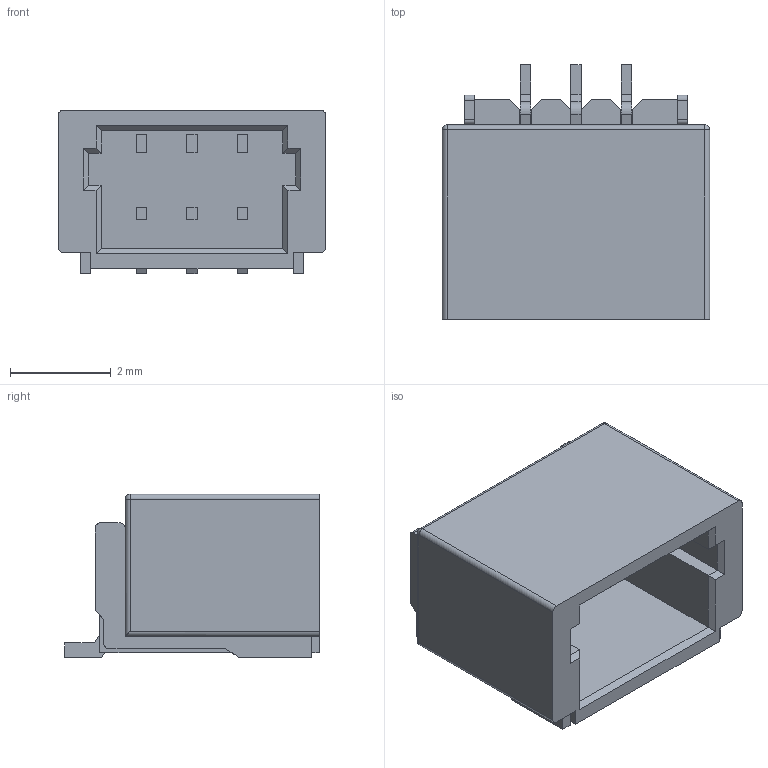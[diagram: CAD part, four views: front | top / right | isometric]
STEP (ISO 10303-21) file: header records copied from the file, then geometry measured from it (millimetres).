
FILE_DESCRIPTION (( 'STEP AP214' ), '1' );
FILE_NAME ('CONN-SMD_3P-P1.0-HC-1.0-3PWT.step', '2022-07-29T13:09:48', ( '' ), ( '' ), 'SwSTEP 2.0', 'SolidWorks 2020', '' );
FILE_SCHEMA (( 'AUTOMOTIVE_DESIGN' ));
Length unit declared in the file: millimetre
Products named in the file (1): CONN-SMD_3P-P1.0-HC-1.0-3PWT
Bounding box: 5.3 x 5.05 x 3.24 mm (x, y, z)
Volume: 40.7 mm3; surface area: 163.9 mm2
Topology: 14 solids, 14 shells, 445 faces, 1176 edges, 774 vertices
Faces by surface type: plane 313, bspline 114, cylinder 16, sphere 2
Entity records: 19436 total; most frequent: CARTESIAN_POINT 4762, ORIENTED_EDGE 2348, DIRECTION 1632, EDGE_CURVE 1174, VECTOR 912, LINE 912, VERTEX_POINT 774, EDGE_LOOP 474
